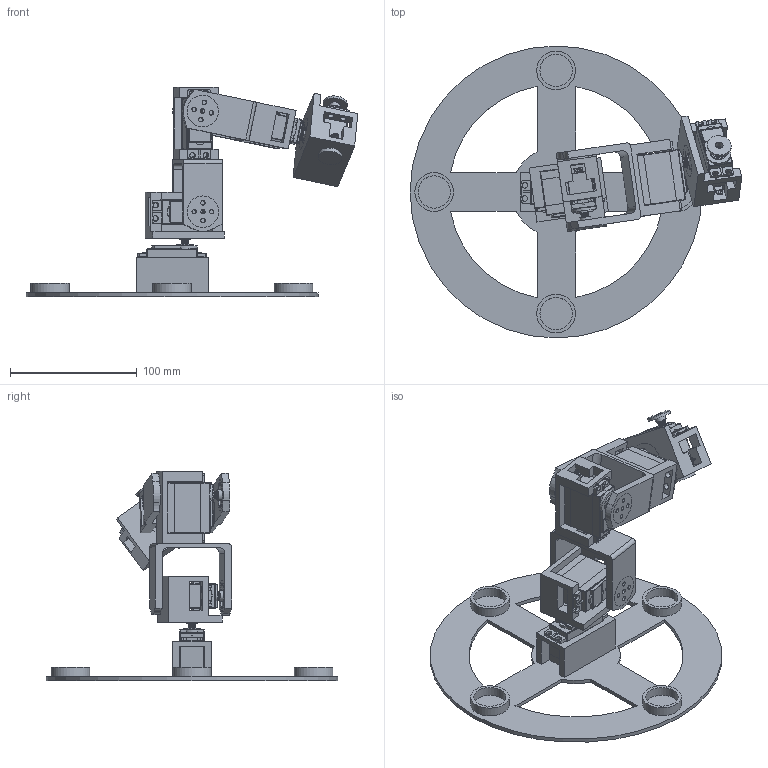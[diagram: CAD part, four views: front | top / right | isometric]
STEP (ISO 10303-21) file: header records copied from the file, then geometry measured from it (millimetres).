
FILE_DESCRIPTION(/* description */ (''),/* implementation_level */ '2;1');
FILE_NAME(/* name */ 'final-montage.step',/* time_stamp */ '2024-02-01T16:22:46+01:00',/* author */ (''),/* organization */ (''),/* preprocessor_version */ 'ST-DEVELOPER v20',/* originating_system */ 'Autodesk Translation Framework v12.14.0.127',/* authorisation */ '');
FILE_SCHEMA (('AUTOMOTIVE_DESIGN { 1 0 10303 214 3 1 1 }'));
Products named in the file (23): final-montage; base-holder; end-holder; servo-holder-arm; connector; normal-holder; servo-holder-arm-link; connector-hole; Montage; mg996r; Montage_1; mg996r_1; Montage_2; mg996r_2; Montage_3; mg996r_3; pedestal; base-holder_1; RING; Montage_4; mg996r_4; Spur Gear (25 teeth); servo-conector
Assembly tree (33 placements, depth 4):
  final-montage
    base-holder
      RING
    end-holder
      servo-holder-arm
      connector
        RING
    normal-holder
      servo-holder-arm-link
      connector-hole
        RING
    Montage
      mg996r
        Spur Gear (25 teeth)
      servo-conector
    Montage_1
      mg996r_1
        Spur Gear (25 teeth)
      servo-conector
    Montage_2
      mg996r_2
        Spur Gear (25 teeth)
      servo-conector
    Montage_3
      mg996r_3
        Spur Gear (25 teeth)
      servo-conector
    pedestal
    base-holder_1
      RING
    Montage_4
      mg996r_4
        Spur Gear (25 teeth)
      servo-conector
Bounding box: 261.9 x 230.5 x 165.3 mm (x, y, z)
Volume: 398506 mm3; surface area: 204827.2 mm2
Topology: 76 solids, 76 shells, 2385 faces, 6333 edges, 4177 vertices
Faces by surface type: plane 1301, cylinder 659, bspline 260, cone 125, torus 40
Full cylindrical faces by diameter (mm): 1.45 x15, 2.175 x40, 2.675 x40, 3 x20, 3.5 x20, 4.65 x20, 6 x5, 8.5 x5, 10.75 x5, 13 x5, 18.35 x3, 19 x7, 20.15 x4, 25 x8, 25.5 x4, 30.5 x4, 230.501 x1
Entity records: 64772 total; most frequent: CARTESIAN_POINT 26193, ORIENTED_EDGE 7900, DIRECTION 7722, EDGE_CURVE 3950, LINE 2910, VECTOR 2910, VERTEX_POINT 2615, AXIS2_PLACEMENT_3D 2406
